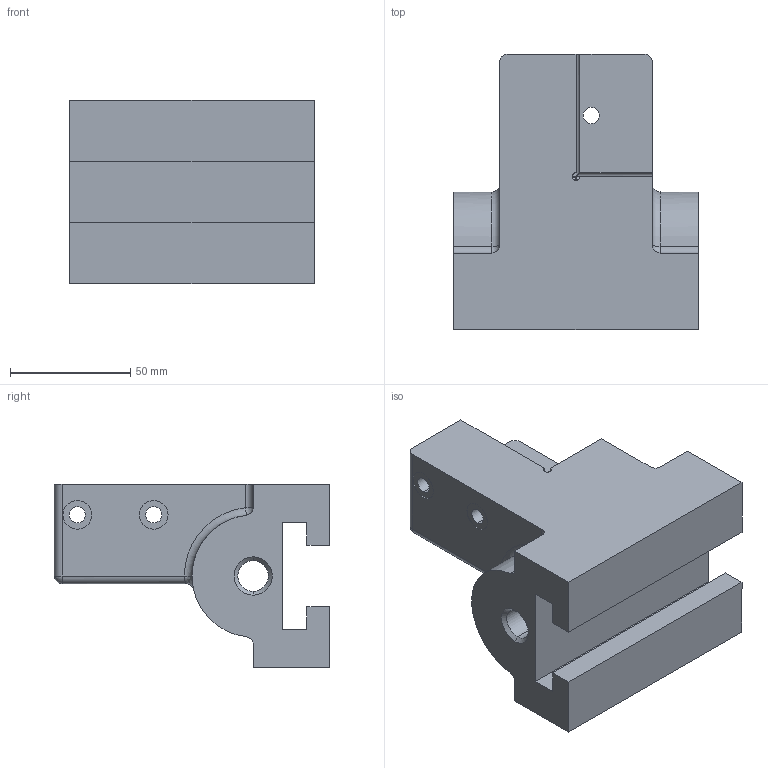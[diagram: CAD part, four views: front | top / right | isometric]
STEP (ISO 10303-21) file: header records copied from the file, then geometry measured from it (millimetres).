
FILE_DESCRIPTION (( 'STEP AP214' ), '1' );
FILE_NAME ('100207.STEP', '2025-08-24T21:03:04', ( '' ), ( '' ), 'SwSTEP 2.0', 'SolidWorks 2025', '' );
FILE_SCHEMA (( 'AUTOMOTIVE_DESIGN' ));
Length unit declared in the file: inch
Products named in the file (1): 100207
Bounding box: 101.6 x 114.3 x 76.2 mm (x, y, z)
Volume: 399452.3 mm3; surface area: 56815.7 mm2
Topology: 1 solids, 1 shells, 72 faces, 178 edges, 109 vertices
Faces by surface type: cylinder 31, plane 26, cone 7, sphere 4, bspline 2, torus 2
Entity records: 2418 total; most frequent: CARTESIAN_POINT 654, DIRECTION 378, ORIENTED_EDGE 352, EDGE_CURVE 176, AXIS2_PLACEMENT_3D 141, VERTEX_POINT 109, VECTOR 96, LINE 96
